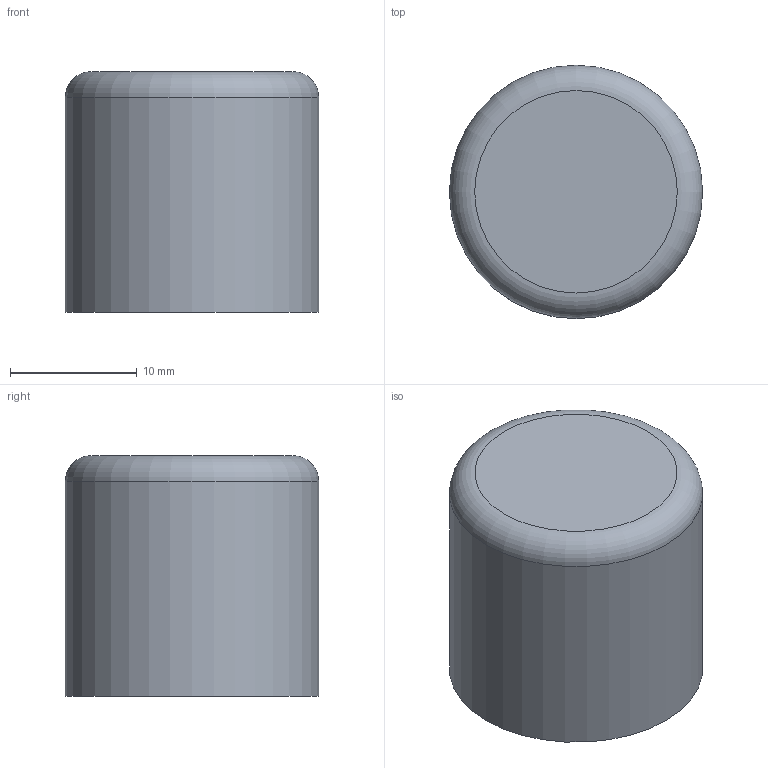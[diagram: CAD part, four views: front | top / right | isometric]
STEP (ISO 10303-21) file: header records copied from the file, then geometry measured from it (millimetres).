
FILE_DESCRIPTION(/* description */ (''),/* implementation_level */ '2;1');
FILE_NAME(/* name */ 'rotEncoderCap.step',/* time_stamp */ '2025-06-22T09:10:04-04:00',/* author */ (''),/* organization */ (''),/* preprocessor_version */ 'ST-DEVELOPER v20.1',/* originating_system */ 'Autodesk Translation Framework v14.10.0.0',/* authorisation */ '');
FILE_SCHEMA (('AUTOMOTIVE_DESIGN { 1 0 10303 214 3 1 1 }'));
Length unit declared in the file: millimetre
Products named in the file (1): 2025-06-21-09-23-38-907
Bounding box: 20 x 20 x 19 mm (x, y, z)
Volume: 5695.4 mm3; surface area: 1932.9 mm2
Topology: 1 solids, 1 shells, 7 faces, 11 edges, 7 vertices
Faces by surface type: plane 4, cylinder 2, torus 1
Full cylindrical faces by diameter (mm): 20 x1
Entity records: 203 total; most frequent: DIRECTION 33, CARTESIAN_POINT 26, ORIENTED_EDGE 22, AXIS2_PLACEMENT_3D 14, EDGE_CURVE 11, EDGE_LOOP 8, FACE_OUTER_BOUND 7, VERTEX_POINT 7
